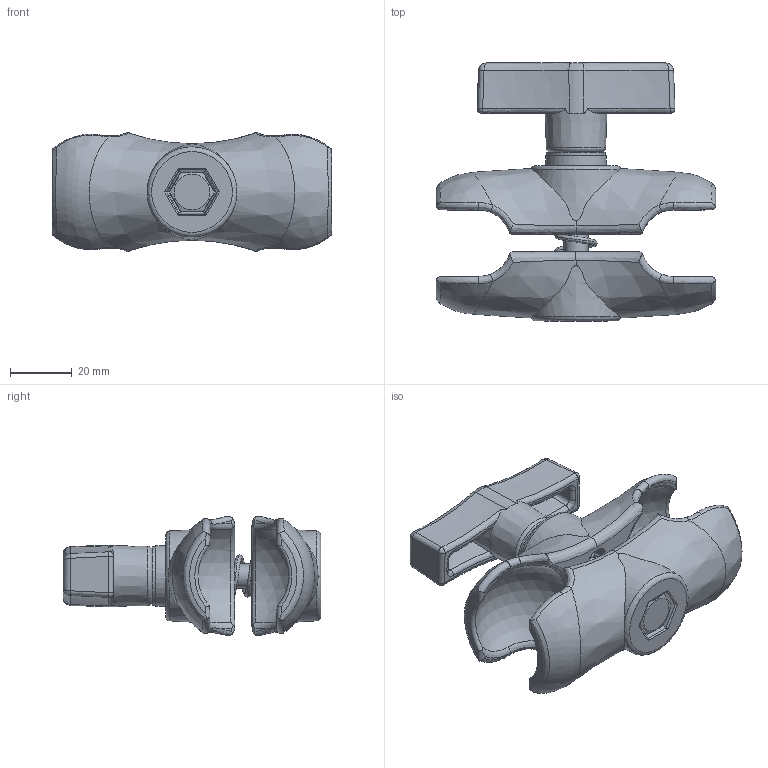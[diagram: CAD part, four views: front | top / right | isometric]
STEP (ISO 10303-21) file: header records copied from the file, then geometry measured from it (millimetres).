
FILE_DESCRIPTION(/* description */ (''),/* implementation_level */ '2;1');
FILE_NAME(/* name */ 'RAM-201U-B.stp',/* time_stamp */ '2023-01-30T14:57:47+01:00',/* author */ ('cominelli.nicolas'),/* organization */ (''),/* preprocessor_version */ 'ST-DEVELOPER v19.2',/* originating_system */ 'Autodesk Inventor 2023',/* authorisation */ '');
FILE_SCHEMA (('AUTOMOTIVE_DESIGN { 1 0 10303 214 3 1 1 }'));
Length unit declared in the file: millimetre
Products named in the file (7): RAM-201U-B; Body (RAM-201U-B); Bolt; Knob (RAM-201U-B); Metal Washer (RAM-201U-B); Plastic Washer (RAM-201U-B); Parte1
Assembly tree (7 placements, depth 2):
  RAM-201U-B
    Body (RAM-201U-B)  x2
    Bolt
    Knob (RAM-201U-B)
    Metal Washer (RAM-201U-B)
    Plastic Washer (RAM-201U-B)
    Parte1
Bounding box: 90.42 x 83.49 x 38.66 mm (x, y, z)
Volume: 76956.7 mm3; surface area: 33524.9 mm2
Topology: 8 solids, 8 shells, 502 faces, 1252 edges, 770 vertices
Faces by surface type: plane 148, cylinder 121, bspline 115, torus 75, cone 35, sphere 8
Full cylindrical faces by diameter (mm): 1.5 x1, 6.75 x1, 7.8 x1, 8.3 x1, 9.2 x1, 11 x2, 19 x1, 19.7 x1
Entity records: 14870 total; most frequent: CARTESIAN_POINT 6959, ORIENTED_EDGE 1708, DIRECTION 1374, EDGE_CURVE 854, VERTEX_POINT 533, AXIS2_PLACEMENT_3D 501, LINE 372, VECTOR 372
